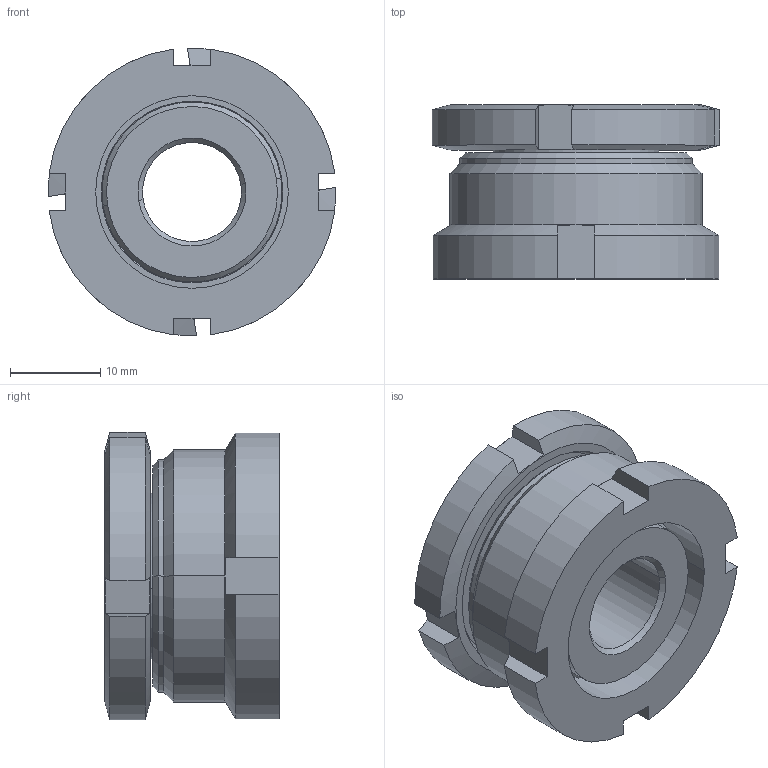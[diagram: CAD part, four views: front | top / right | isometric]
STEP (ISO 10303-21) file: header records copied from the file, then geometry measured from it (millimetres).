
FILE_DESCRIPTION (( 'STEP AP214' ), '1' );
FILE_NAME ('NAE 20-11 0-0 A1.STEP', '2015-08-18T13:35:48', ( '' ), ( '' ), 'SwSTEP 2.0', 'SolidWorks 2015', '' );
FILE_SCHEMA (( 'AUTOMOTIVE_DESIGN' ));
Length unit declared in the file: millimetre
Products named in the file (3): NAE 20-11 0-0 A1; NAE 20-11 1-0 A1; NAE 20 2-0 A1
Assembly tree (2 placements, depth 2):
  NAE 20-11 0-0 A1
    NAE 20 2-0 A1
    NAE 20-11 1-0 A1
Bounding box: 31.98 x 19.33 x 31.98 mm (x, y, z)
Volume: 10594.2 mm3; surface area: 6438.8 mm2
Topology: 2 solids, 2 shells, 91 faces, 210 edges, 126 vertices
Faces by surface type: plane 31, cone 28, cylinder 26, torus 6
Entity records: 2834 total; most frequent: CARTESIAN_POINT 648, DIRECTION 438, ORIENTED_EDGE 420, EDGE_CURVE 210, AXIS2_PLACEMENT_3D 180, VERTEX_POINT 126, EDGE_LOOP 98, ADVANCED_FACE 91
